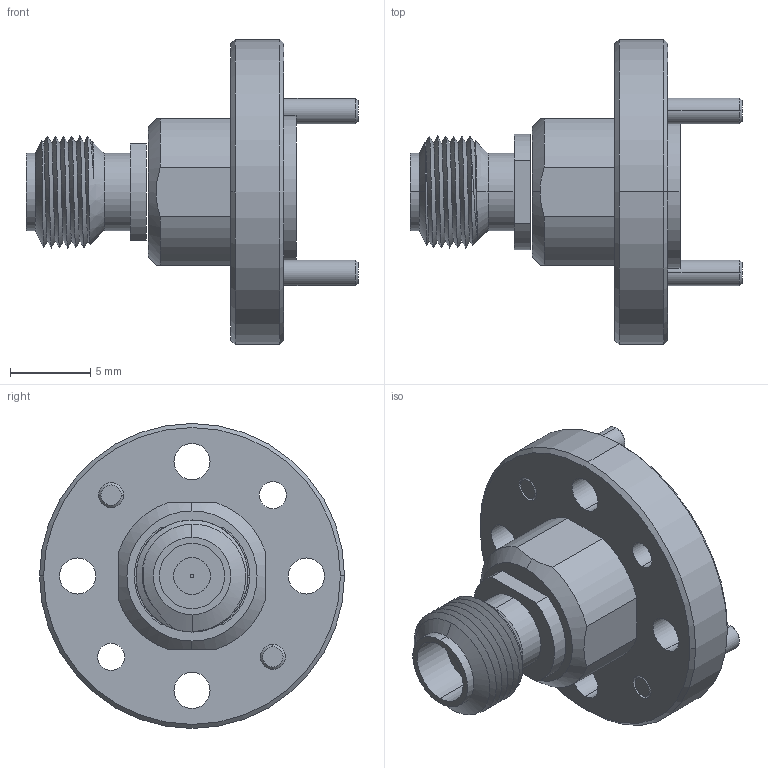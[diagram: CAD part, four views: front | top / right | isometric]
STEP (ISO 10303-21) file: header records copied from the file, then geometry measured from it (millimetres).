
FILE_DESCRIPTION (( 'STEP AP203' ), '1' );
FILE_NAME ('SWC-15VF-E1.STEP', '2016-11-10T22:30:56', ( '' ), ( '' ), 'SwSTEP 2.0', 'SolidWorks 2013', '' );
FILE_SCHEMA (( 'CONFIG_CONTROL_DESIGN' ));
Length unit declared in the file: inch
Products named in the file (1): SWC-15VF-E1
Bounding box: 20.74 x 19.05 x 19.05 mm (x, y, z)
Volume: 1455 mm3; surface area: 1474 mm2
Topology: 4 solids, 4 shells, 106 faces, 241 edges, 154 vertices
Faces by surface type: cylinder 48, plane 29, cone 27, bspline 2
Entity records: 3888 total; most frequent: CARTESIAN_POINT 1324, DIRECTION 555, ORIENTED_EDGE 482, EDGE_CURVE 241, AXIS2_PLACEMENT_3D 227, VERTEX_POINT 154, EDGE_LOOP 133, CIRCLE 122
